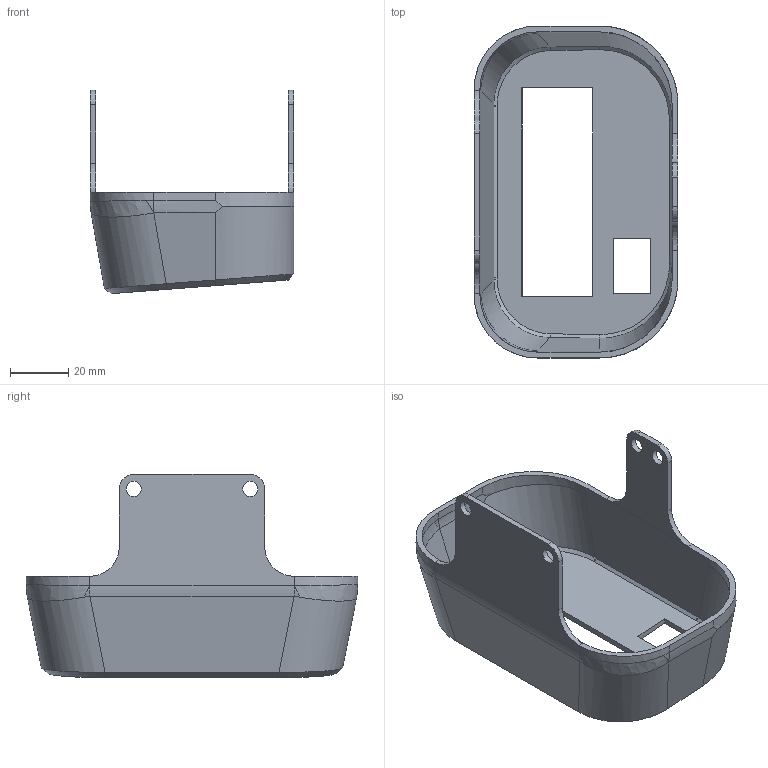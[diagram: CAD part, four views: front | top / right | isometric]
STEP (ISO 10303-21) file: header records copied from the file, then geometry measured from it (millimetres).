
FILE_DESCRIPTION(/* description */ (''),/* implementation_level */ '2;1');
FILE_NAME(/* name */ 'Rear_Cover.step',/* time_stamp */ '2019-07-26T23:47:20-06:00',/* author */ (''),/* organization */ (''),/* preprocessor_version */ 'ST-DEVELOPER v18',/* originating_system */ 'Autodesk Translation Framework v8.2.0.1029',/* authorisation */ '');
FILE_SCHEMA (('AUTOMOTIVE_DESIGN { 1 0 10303 214 3 1 1 }'));
Length unit declared in the file: millimetre
Products named in the file (1): Rear_Cover
Bounding box: 70 x 114 x 69.82 mm (x, y, z)
Volume: 31646.2 mm3; surface area: 33392.8 mm2
Topology: 1 solids, 1 shells, 115 faces, 312 edges, 200 vertices
Faces by surface type: plane 45, bspline 36, cylinder 34
Full cylindrical faces by diameter (mm): 5.2 x4
Entity records: 5007 total; most frequent: CARTESIAN_POINT 2318, ORIENTED_EDGE 624, DIRECTION 426, EDGE_CURVE 312, VERTEX_POINT 200, LINE 158, VECTOR 158, AXIS2_PLACEMENT_3D 134
